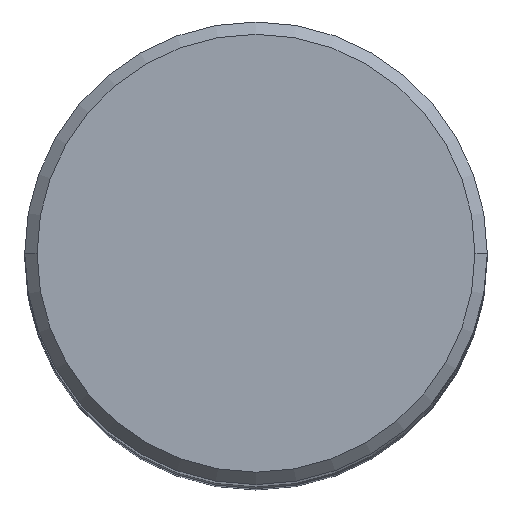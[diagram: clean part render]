
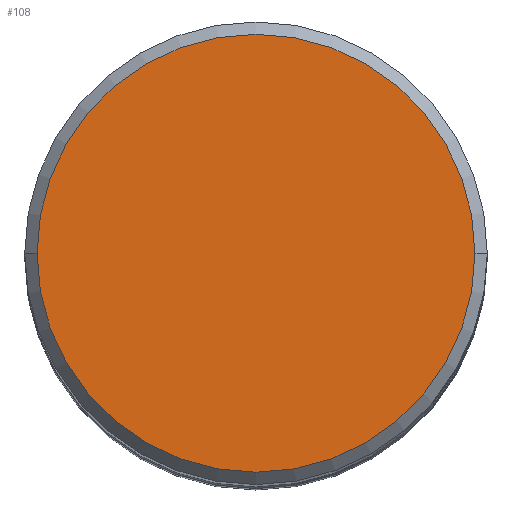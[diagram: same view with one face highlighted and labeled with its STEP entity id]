
A CAD part, top view. The second image highlights one B-rep face of the part: STEP entity #108.
In plain terms, the highlighted planar face has unit normal (0, 0, 1).
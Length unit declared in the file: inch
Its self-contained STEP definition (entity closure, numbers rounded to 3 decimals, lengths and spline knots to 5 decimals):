
#9 = DIRECTION ( 'NONE',  ( -1., 0., 0. ) ) ;
#17 = ORIENTED_EDGE ( 'NONE', *, *, #266, .T. ) ;
#40 = AXIS2_PLACEMENT_3D ( 'NONE', #459, #71, #198 ) ;
#59 = EDGE_LOOP ( 'NONE', ( #17, #329 ) ) ;
#71 = DIRECTION ( 'NONE',  ( 0., 0., 1. ) ) ;
#83 = DIRECTION ( 'NONE',  ( 1., 0., 0. ) ) ;
#108 = ADVANCED_FACE ( 'NONE', ( #189 ), #456, .F. ) ;
#126 = AXIS2_PLACEMENT_3D ( 'NONE', #237, #415, #9 ) ;
#129 = DIRECTION ( 'NONE',  ( 0., 0., 1. ) ) ;
#189 = FACE_OUTER_BOUND ( 'NONE', #59, .T. ) ;
#198 = DIRECTION ( 'NONE',  ( 1., 0., 0. ) ) ;
#237 = CARTESIAN_POINT ( 'NONE',  ( 0., 0.355, 0. ) ) ;
#266 = EDGE_CURVE ( 'NONE', #352, #276, #474, .T. ) ;
#276 = VERTEX_POINT ( 'NONE', #502 ) ;
#329 = ORIENTED_EDGE ( 'NONE', *, *, #470, .T. ) ;
#352 = VERTEX_POINT ( 'NONE', #420 ) ;
#415 = DIRECTION ( 'NONE',  ( 0., 0., -1. ) ) ;
#420 = CARTESIAN_POINT ( 'NONE',  ( -0.355, 0., 0. ) ) ;
#431 = CIRCLE ( 'NONE', #491, 0.355 ) ;
#456 = PLANE ( 'NONE',  #126 ) ;
#459 = CARTESIAN_POINT ( 'NONE',  ( 0., 0., 0. ) ) ;
#470 = EDGE_CURVE ( 'NONE', #276, #352, #431, .T. ) ;
#474 = CIRCLE ( 'NONE', #40, 0.355 ) ;
#491 = AXIS2_PLACEMENT_3D ( 'NONE', #515, #129, #83 ) ;
#502 = CARTESIAN_POINT ( 'NONE',  ( 0.355, 0., 0. ) ) ;
#515 = CARTESIAN_POINT ( 'NONE',  ( 0., 0., 0. ) ) ;
